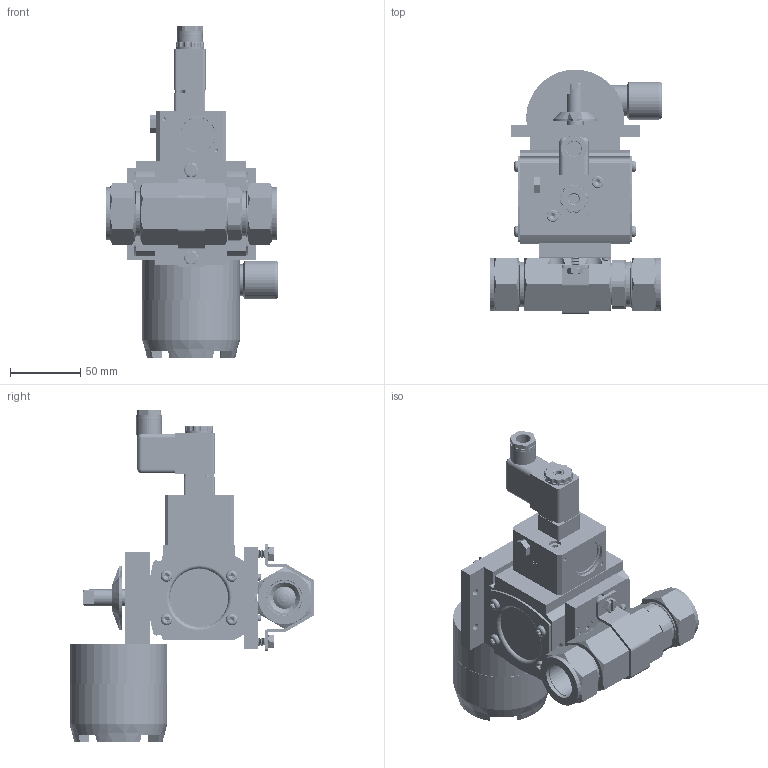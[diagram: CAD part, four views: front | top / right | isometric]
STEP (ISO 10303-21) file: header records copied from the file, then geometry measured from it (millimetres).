
FILE_DESCRIPTION (( 'STEP AP203' ), '1' );
FILE_NAME ('8206XXC16A512D4GPDSLS.step', '2018-08-30T17:46:29', ( '' ), ( '' ), 'SwSTEP 2.0', 'SolidWorks 2018', '' );
FILE_SCHEMA (( 'CONFIG_CONTROL_DESIGN' ));
Products named in the file (1): 8206XXC16A512D4GPDSLS
Bounding box: 122.72 x 173.95 x 235.74 mm (x, y, z)
Volume: 681761.8 mm3; surface area: 264975.1 mm2
Topology: 59 solids, 59 shells, 4646 faces, 12003 edges, 7435 vertices
Faces by surface type: cylinder 2001, cone 1399, plane 845, bspline 211, torus 180, sphere 10
Entity records: 221618 total; most frequent: CARTESIAN_POINT 112862, ORIENTED_EDGE 23610, DIRECTION 22687, EDGE_CURVE 11805, AXIS2_PLACEMENT_3D 9072, VERTEX_POINT 7431, EDGE_LOOP 4968, ADVANCED_FACE 4646
